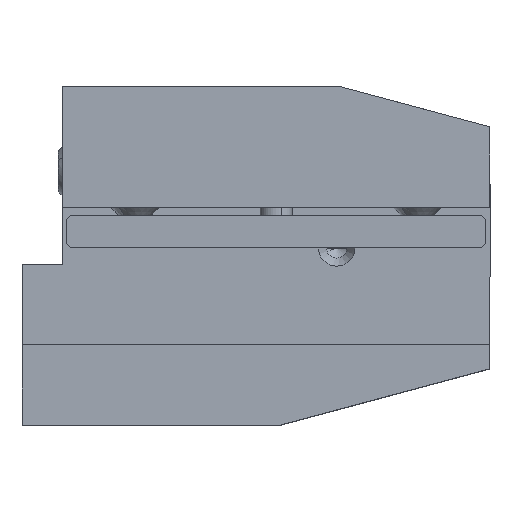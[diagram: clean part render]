
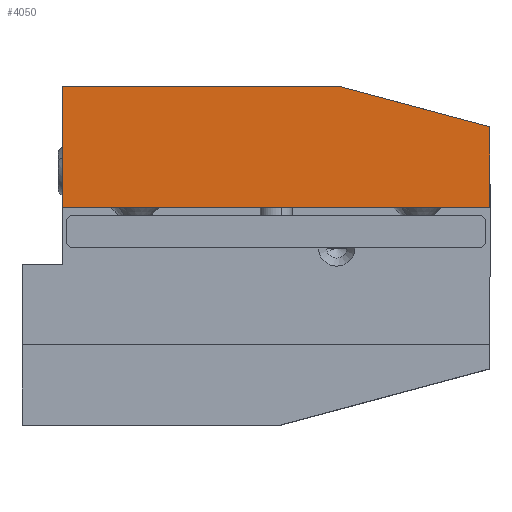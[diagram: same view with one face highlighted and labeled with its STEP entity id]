
A CAD part, top view. The second image highlights one B-rep face of the part: STEP entity #4050.
In plain terms, the highlighted planar face has unit normal (0, 0, 1).
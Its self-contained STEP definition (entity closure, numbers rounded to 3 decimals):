
#184 = EDGE_CURVE ( 'NONE', #5530, #6132, #3457, .T. ) ;
#474 = VERTEX_POINT ( 'NONE', #1365 ) ;
#780 = VERTEX_POINT ( 'NONE', #5154 ) ;
#1027 = FACE_OUTER_BOUND ( 'NONE', #4799, .T. ) ;
#1192 = VECTOR ( 'NONE', #6022, 1000. ) ;
#1304 = CARTESIAN_POINT ( 'NONE',  ( -19.049, -3.271, 55.462 ) ) ;
#1365 = CARTESIAN_POINT ( 'NONE',  ( -72.049, 11.729, 55.462 ) ) ;
#1666 = DIRECTION ( 'NONE',  ( 1., 0., 0. ) ) ;
#1852 = CARTESIAN_POINT ( 'NONE',  ( -72.049, 11.729, 55.462 ) ) ;
#2041 = CARTESIAN_POINT ( 'NONE',  ( -37.71, 11.729, 55.462 ) ) ;
#2263 = CARTESIAN_POINT ( 'NONE',  ( -77.049, -30.271, 55.462 ) ) ;
#2460 = ORIENTED_EDGE ( 'NONE', *, *, #8226, .F. ) ;
#2532 = LINE ( 'NONE', #1852, #7921 ) ;
#2603 = CARTESIAN_POINT ( 'NONE',  ( -72.049, -3.271, 55.462 ) ) ;
#2624 = VECTOR ( 'NONE', #6131, 1000. ) ;
#2719 = DIRECTION ( 'NONE',  ( 0.966, -0.259, 0. ) ) ;
#3457 = LINE ( 'NONE', #8781, #1192 ) ;
#3559 = CARTESIAN_POINT ( 'NONE',  ( -77.049, 11.729, 55.462 ) ) ;
#4039 = ORIENTED_EDGE ( 'NONE', *, *, #7692, .F. ) ;
#4050 = ADVANCED_FACE ( 'NONE', ( #1027 ), #5778, .T. ) ;
#4799 = EDGE_LOOP ( 'NONE', ( #4039, #4808, #7832, #2460, #5114 ) ) ;
#4808 = ORIENTED_EDGE ( 'NONE', *, *, #5158, .F. ) ;
#4956 = VECTOR ( 'NONE', #2719, 1000. ) ;
#5114 = ORIENTED_EDGE ( 'NONE', *, *, #6846, .T. ) ;
#5154 = CARTESIAN_POINT ( 'NONE',  ( -37.71, 11.729, 55.462 ) ) ;
#5158 = EDGE_CURVE ( 'NONE', #5530, #5682, #9003, .T. ) ;
#5281 = CARTESIAN_POINT ( 'NONE',  ( -19.049, 6.729, 55.462 ) ) ;
#5315 = VECTOR ( 'NONE', #8356, 1000. ) ;
#5530 = VERTEX_POINT ( 'NONE', #8794 ) ;
#5682 = VERTEX_POINT ( 'NONE', #2603 ) ;
#5719 = AXIS2_PLACEMENT_3D ( 'NONE', #2263, #5855, #1666 ) ;
#5778 = PLANE ( 'NONE',  #5719 ) ;
#5855 = DIRECTION ( 'NONE',  ( 0., 0., 1. ) ) ;
#6022 = DIRECTION ( 'NONE',  ( 0., 1., 0. ) ) ;
#6131 = DIRECTION ( 'NONE',  ( -1., 0., 0. ) ) ;
#6132 = VERTEX_POINT ( 'NONE', #5281 ) ;
#6756 = DIRECTION ( 'NONE',  ( 0., 1., 0. ) ) ;
#6846 = EDGE_CURVE ( 'NONE', #780, #474, #8052, .T. ) ;
#7692 = EDGE_CURVE ( 'NONE', #5682, #474, #2532, .T. ) ;
#7832 = ORIENTED_EDGE ( 'NONE', *, *, #184, .T. ) ;
#7921 = VECTOR ( 'NONE', #6756, 1000. ) ;
#8052 = LINE ( 'NONE', #3559, #5315 ) ;
#8226 = EDGE_CURVE ( 'NONE', #780, #6132, #8911, .T. ) ;
#8356 = DIRECTION ( 'NONE',  ( -1., 0., 0. ) ) ;
#8781 = CARTESIAN_POINT ( 'NONE',  ( -19.049, 11.729, 55.462 ) ) ;
#8794 = CARTESIAN_POINT ( 'NONE',  ( -19.049, -3.271, 55.462 ) ) ;
#8911 = LINE ( 'NONE', #2041, #4956 ) ;
#9003 = LINE ( 'NONE', #1304, #2624 ) ;
